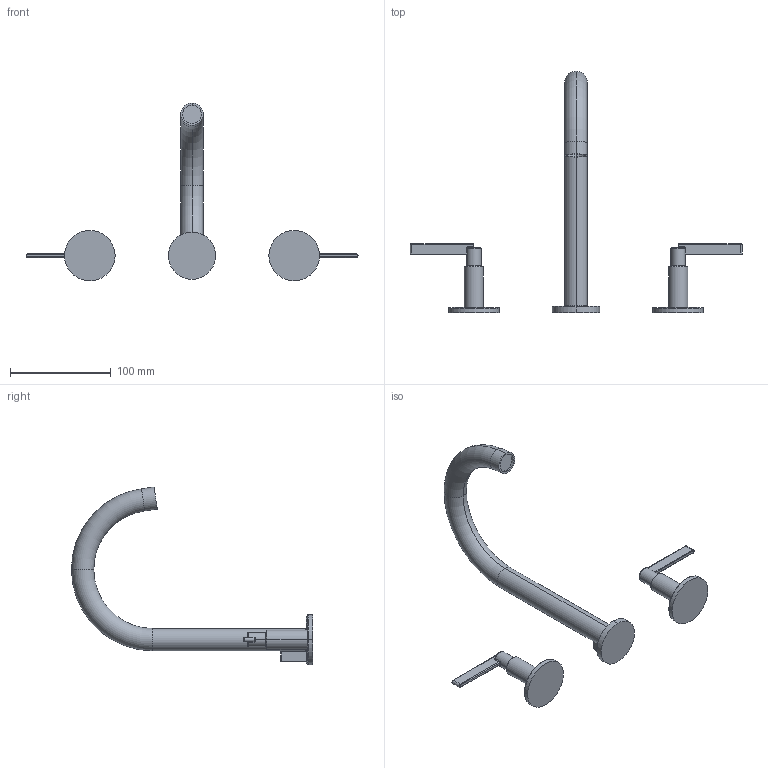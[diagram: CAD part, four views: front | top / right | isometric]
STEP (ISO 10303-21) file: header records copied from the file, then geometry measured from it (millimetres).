
FILE_DESCRIPTION((''),'2;1');
FILE_NAME('3400','2023-02-20T17:13:34',('nehatek'),(''),'CREO PARAMETRIC BY PTC INC, 2019352','CREO PARAMETRIC BY PTC INC, 2019352','');
FILE_SCHEMA(('CONFIG_CONTROL_DESIGN'));
Length unit declared in the file: inch
Products named in the file (1): 3400
Bounding box: 330.2 x 239.88 x 176.94 mm (x, y, z)
Volume: 211775.2 mm3; surface area: 51729.1 mm2
Topology: 4 solids, 4 shells, 136 faces, 286 edges, 168 vertices
Faces by surface type: cylinder 62, torus 32, plane 30, bspline 8, sphere 4
Entity records: 4244 total; most frequent: CARTESIAN_POINT 1234, DIRECTION 694, ORIENTED_EDGE 572, AXIS2_PLACEMENT_3D 300, EDGE_CURVE 286, CIRCLE 172, VERTEX_POINT 168, EDGE_LOOP 146
